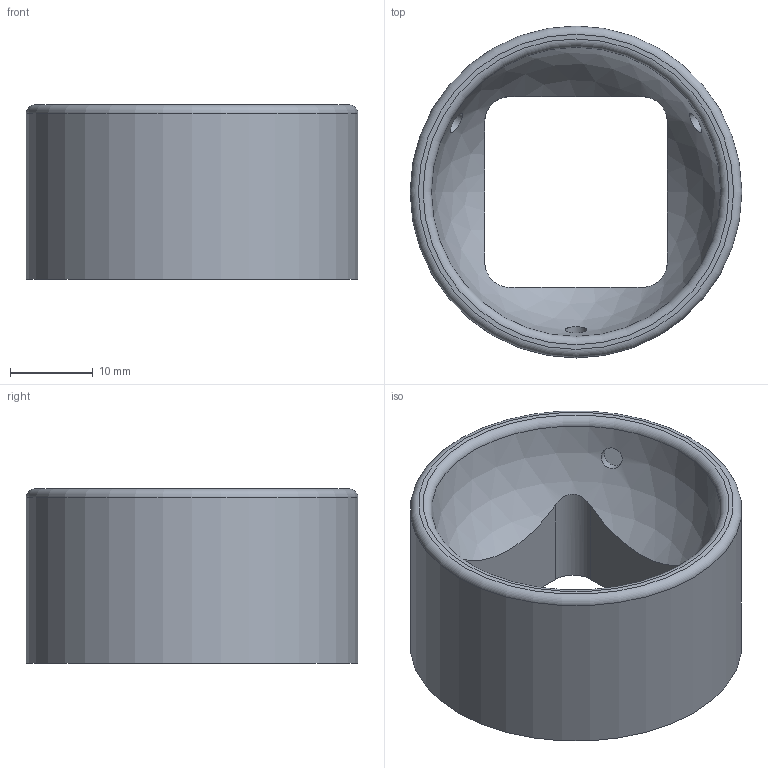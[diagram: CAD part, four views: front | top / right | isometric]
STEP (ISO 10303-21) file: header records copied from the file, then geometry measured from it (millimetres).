
FILE_DESCRIPTION(/* description */ (''),/* implementation_level */ '2;1');
FILE_NAME(/* name */ 'Trackball mount.step',/* time_stamp */ '2023-02-15T10:53:21+01:00',/* author */ (''),/* organization */ (''),/* preprocessor_version */ 'ST-DEVELOPER v19.2',/* originating_system */ 'Autodesk Translation Framework v11.17.0.187',/* authorisation */ '');
FILE_SCHEMA (('AUTOMOTIVE_DESIGN { 1 0 10303 214 3 1 1 }'));
Length unit declared in the file: millimetre
Products named in the file (1): Trackball stuff
Bounding box: 40 x 40 x 21 mm (x, y, z)
Volume: 12043.8 mm3; surface area: 5934 mm2
Topology: 1 solids, 1 shells, 24 faces, 53 edges, 36 vertices
Faces by surface type: plane 11, cylinder 10, torus 2, sphere 1
Full cylindrical faces by diameter (mm): 2.6 x3, 4.2 x2, 40 x1
Entity records: 858 total; most frequent: CARTESIAN_POINT 288, DIRECTION 118, ORIENTED_EDGE 106, EDGE_CURVE 53, AXIS2_PLACEMENT_3D 50, VERTEX_POINT 36, EDGE_LOOP 31, CIRCLE 25
